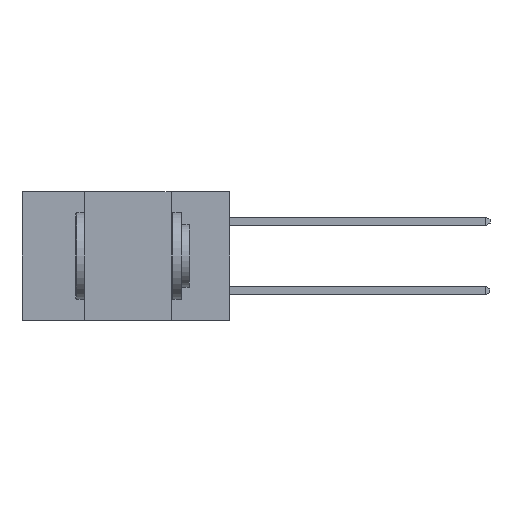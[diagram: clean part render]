
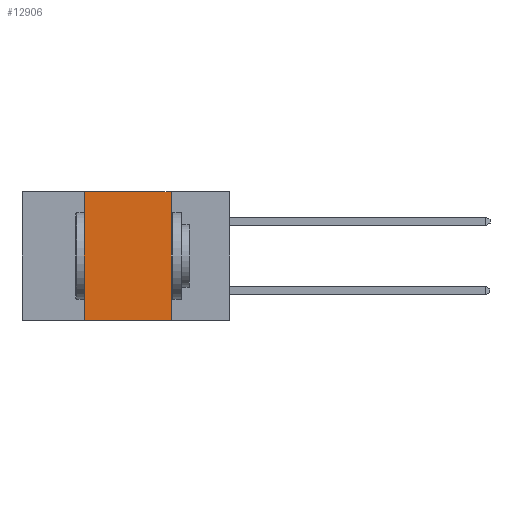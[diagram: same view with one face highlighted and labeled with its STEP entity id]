
A CAD part, left-side view. The second image highlights one B-rep face of the part: STEP entity #12906.
In plain terms, the highlighted planar face has unit normal (-1, 0, 0).
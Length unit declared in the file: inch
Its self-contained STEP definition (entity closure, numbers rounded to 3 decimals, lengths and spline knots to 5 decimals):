
#25 = VECTOR ( 'NONE', #14181, 39.37008 ) ;
#180 = LINE ( 'NONE', #8963, #6601 ) ;
#744 = FACE_OUTER_BOUND ( 'NONE', #9470, .T. ) ;
#1735 = CARTESIAN_POINT ( 'NONE',  ( 0., 0.6, 0. ) ) ;
#2232 = VECTOR ( 'NONE', #10550, 39.37008 ) ;
#2879 = DIRECTION ( 'NONE',  ( 0., 0., -1. ) ) ;
#3088 = VERTEX_POINT ( 'NONE', #9237 ) ;
#3469 = LINE ( 'NONE', #8831, #25 ) ;
#3546 = CARTESIAN_POINT ( 'NONE',  ( 0., 0.42, 0. ) ) ;
#4599 = EDGE_CURVE ( 'NONE', #5566, #3088, #3469, .T. ) ;
#4624 = ORIENTED_EDGE ( 'NONE', *, *, #7644, .F. ) ;
#5044 = CARTESIAN_POINT ( 'NONE',  ( 0., 0.17, 0. ) ) ;
#5311 = EDGE_CURVE ( 'NONE', #11707, #5566, #14186, .T. ) ;
#5566 = VERTEX_POINT ( 'NONE', #3546 ) ;
#6218 = DIRECTION ( 'NONE',  ( 0., 0., -1. ) ) ;
#6601 = VECTOR ( 'NONE', #14444, 39.37008 ) ;
#6737 = AXIS2_PLACEMENT_3D ( 'NONE', #1735, #9591, #2879 ) ;
#7644 = EDGE_CURVE ( 'NONE', #3088, #9991, #8635, .T. ) ;
#8310 = ORIENTED_EDGE ( 'NONE', *, *, #13929, .T. ) ;
#8455 = PLANE ( 'NONE',  #6737 ) ;
#8635 = LINE ( 'NONE', #5044, #14277 ) ;
#8831 = CARTESIAN_POINT ( 'NONE',  ( 0., 0.6, 0. ) ) ;
#8963 = CARTESIAN_POINT ( 'NONE',  ( 0., 0.6, -0.37 ) ) ;
#9237 = CARTESIAN_POINT ( 'NONE',  ( 0., 0.17, 0. ) ) ;
#9470 = EDGE_LOOP ( 'NONE', ( #4624, #10671, #11016, #8310 ) ) ;
#9591 = DIRECTION ( 'NONE',  ( 1., 0., 0. ) ) ;
#9991 = VERTEX_POINT ( 'NONE', #13854 ) ;
#10550 = DIRECTION ( 'NONE',  ( 0., 0., 1. ) ) ;
#10671 = ORIENTED_EDGE ( 'NONE', *, *, #4599, .F. ) ;
#10754 = CARTESIAN_POINT ( 'NONE',  ( 0., 0.42, 0. ) ) ;
#11001 = CARTESIAN_POINT ( 'NONE',  ( 0., 0.42, -0.37 ) ) ;
#11016 = ORIENTED_EDGE ( 'NONE', *, *, #5311, .F. ) ;
#11707 = VERTEX_POINT ( 'NONE', #11001 ) ;
#12906 = ADVANCED_FACE ( 'NONE', ( #744 ), #8455, .F. ) ;
#13854 = CARTESIAN_POINT ( 'NONE',  ( 0., 0.17, -0.37 ) ) ;
#13929 = EDGE_CURVE ( 'NONE', #11707, #9991, #180, .T. ) ;
#14181 = DIRECTION ( 'NONE',  ( 0., -1., 0. ) ) ;
#14186 = LINE ( 'NONE', #10754, #2232 ) ;
#14277 = VECTOR ( 'NONE', #6218, 39.37008 ) ;
#14444 = DIRECTION ( 'NONE',  ( 0., -1., 0. ) ) ;
